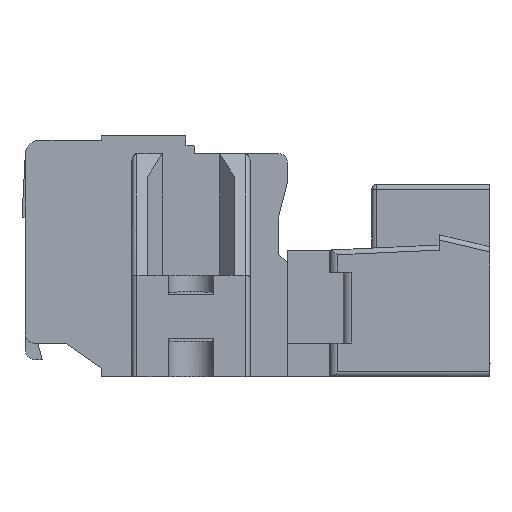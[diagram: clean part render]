
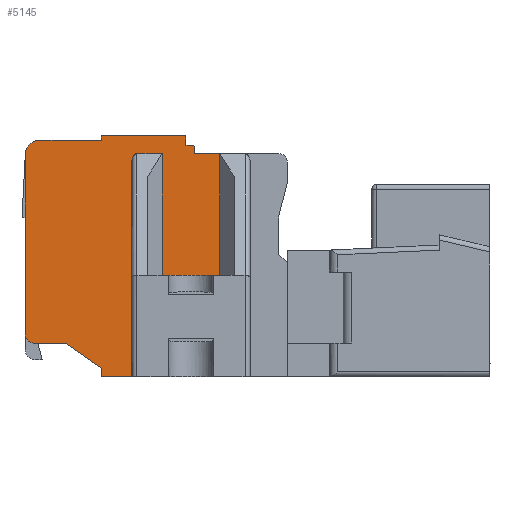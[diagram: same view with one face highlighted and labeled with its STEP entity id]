
A CAD part, front view. The second image highlights one B-rep face of the part: STEP entity #5145.
In plain terms, the highlighted planar face has unit normal (0, -1, 0).
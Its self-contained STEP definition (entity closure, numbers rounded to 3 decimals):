
#67=DIRECTION('',(-1.,0.,0.));
#68=VECTOR('',#67,4.8);
#69=CARTESIAN_POINT('',(9.4,-17.64,0.3));
#70=LINE('',#69,#68);
#285=DIRECTION('',(0.,0.,-1.));
#286=VECTOR('',#285,0.5);
#287=CARTESIAN_POINT('',(4.5,-17.64,-13.5));
#288=LINE('',#287,#286);
#305=DIRECTION('',(1.,0.,0.));
#306=VECTOR('',#305,1.858);
#307=CARTESIAN_POINT('',(0.5,-17.64,-12.));
#308=LINE('',#307,#306);
#390=DIRECTION('',(0.,0.,-1.));
#391=VECTOR('',#390,10.7);
#392=CARTESIAN_POINT('',(0.,-17.64,-0.8));
#393=LINE('',#392,#391);
#525=DIRECTION('',(-1.,0.,0.));
#526=VECTOR('',#525,3.7);
#527=CARTESIAN_POINT('',(4.5,-17.64,0.));
#528=LINE('',#527,#526);
#541=DIRECTION('',(0.,0.,-1.));
#542=VECTOR('',#541,0.2);
#543=CARTESIAN_POINT('',(4.5,-17.64,0.2));
#544=LINE('',#543,#542);
#554=CARTESIAN_POINT('',(6.6,-17.64,-0.8));
#555=CARTESIAN_POINT('',(6.535,-17.64,-0.8));
#556=CARTESIAN_POINT('',(6.454,-17.64,-0.849));
#557=CARTESIAN_POINT('',(6.341,-17.64,-0.995));
#558=CARTESIAN_POINT('',(6.3,-17.64,-1.149));
#559=CARTESIAN_POINT('',(6.3,-17.64,-1.278));
#561=DIRECTION('',(0.,0.,-1.));
#562=VECTOR('',#561,12.722);
#563=CARTESIAN_POINT('',(6.3,-17.64,-1.278));
#564=LINE('',#563,#562);
#565=DIRECTION('',(-1.,0.,0.));
#566=VECTOR('',#565,1.8);
#567=CARTESIAN_POINT('',(6.3,-17.64,-14.));
#568=LINE('',#567,#566);
#569=DIRECTION('',(-0.819,0.,0.574));
#570=VECTOR('',#569,2.615);
#571=CARTESIAN_POINT('',(4.5,-17.64,-13.5));
#572=LINE('',#571,#570);
#573=CARTESIAN_POINT('',(0.5,-17.64,-11.5));
#574=DIRECTION('',(0.,1.,0.));
#575=DIRECTION('',(0.,0.,-1.));
#576=AXIS2_PLACEMENT_3D('',#573,#574,#575);
#578=CARTESIAN_POINT('',(0.8,-17.64,-0.8));
#579=DIRECTION('',(0.,1.,0.));
#580=DIRECTION('',(-1.,0.,0.));
#581=AXIS2_PLACEMENT_3D('',#578,#579,#580);
#583=CARTESIAN_POINT('',(4.6,-17.64,0.2));
#584=DIRECTION('',(0.,1.,0.));
#585=DIRECTION('',(-1.,0.,0.));
#586=AXIS2_PLACEMENT_3D('',#583,#584,#585);
#588=CARTESIAN_POINT('',(9.4,-17.64,0.2));
#589=DIRECTION('',(0.,1.,0.));
#590=DIRECTION('',(0.,0.,1.));
#591=AXIS2_PLACEMENT_3D('',#588,#589,#590);
#593=CARTESIAN_POINT('',(9.9,-17.64,-0.4));
#594=DIRECTION('',(0.,1.,0.));
#595=DIRECTION('',(0.,0.,1.));
#596=AXIS2_PLACEMENT_3D('',#593,#594,#595);
#598=DIRECTION('',(0.,0.,-1.));
#599=VECTOR('',#598,7.2);
#600=CARTESIAN_POINT('',(11.5,-17.64,-0.8));
#601=LINE('',#600,#599);
#602=DIRECTION('',(-1.,0.,0.));
#603=VECTOR('',#602,3.4);
#604=CARTESIAN_POINT('',(11.5,-17.64,-8.));
#605=LINE('',#604,#603);
#606=DIRECTION('',(0.,0.,1.));
#607=VECTOR('',#606,7.2);
#608=CARTESIAN_POINT('',(8.1,-17.64,-8.));
#609=LINE('',#608,#607);
#610=DIRECTION('',(-1.,0.,0.));
#611=VECTOR('',#610,1.5);
#612=CARTESIAN_POINT('',(8.1,-17.64,-0.8));
#613=LINE('',#612,#611);
#736=DIRECTION('',(-1.,0.,0.));
#737=VECTOR('',#736,1.5);
#738=CARTESIAN_POINT('',(11.5,-17.64,-0.8));
#739=LINE('',#738,#737);
#2373=DIRECTION('',(0.,0.,1.));
#2374=VECTOR('',#2373,0.5);
#2375=CARTESIAN_POINT('',(9.5,-17.64,-0.3));
#2376=LINE('',#2375,#2374);
#2385=DIRECTION('',(-1.,0.,0.));
#2386=VECTOR('',#2385,0.4);
#2387=CARTESIAN_POINT('',(9.9,-17.64,-0.3));
#2388=LINE('',#2387,#2386);
#2406=DIRECTION('',(0.,0.,1.));
#2407=VECTOR('',#2406,0.4);
#2408=CARTESIAN_POINT('',(10.,-17.64,-0.8));
#2409=LINE('',#2408,#2407);
#3284=CARTESIAN_POINT('',(8.1,-17.64,-8.));
#3286=VERTEX_POINT('',#3284);
#3287=CARTESIAN_POINT('',(11.5,-17.64,-8.));
#3288=VERTEX_POINT('',#3287);
#3295=CARTESIAN_POINT('',(8.1,-17.64,-0.8));
#3297=VERTEX_POINT('',#3295);
#3299=CARTESIAN_POINT('',(6.6,-17.64,-0.8));
#3301=VERTEX_POINT('',#3299);
#3303=VERTEX_POINT('',#559);
#3307=CARTESIAN_POINT('',(6.3,-17.64,-14.));
#3308=VERTEX_POINT('',#3307);
#3377=CARTESIAN_POINT('',(11.5,-17.64,-0.8));
#3379=VERTEX_POINT('',#3377);
#3381=CARTESIAN_POINT('',(4.5,-17.64,-14.));
#3382=VERTEX_POINT('',#3381);
#3383=CARTESIAN_POINT('',(4.5,-17.64,-13.5));
#3384=VERTEX_POINT('',#3383);
#3385=CARTESIAN_POINT('',(2.358,-17.64,-12.));
#3386=VERTEX_POINT('',#3385);
#3387=CARTESIAN_POINT('',(0.5,-17.64,-12.));
#3388=VERTEX_POINT('',#3387);
#3389=CARTESIAN_POINT('',(0.,-17.64,-11.5));
#3390=VERTEX_POINT('',#3389);
#3391=CARTESIAN_POINT('',(0.,-17.64,-0.8));
#3392=VERTEX_POINT('',#3391);
#3393=CARTESIAN_POINT('',(0.8,-17.64,0.));
#3394=VERTEX_POINT('',#3393);
#3395=CARTESIAN_POINT('',(4.5,-17.64,0.2));
#3396=CARTESIAN_POINT('',(4.6,-17.64,0.3));
#3397=VERTEX_POINT('',#3395);
#3398=VERTEX_POINT('',#3396);
#3399=CARTESIAN_POINT('',(9.4,-17.64,0.3));
#3400=CARTESIAN_POINT('',(9.5,-17.64,0.2));
#3401=VERTEX_POINT('',#3399);
#3402=VERTEX_POINT('',#3400);
#3403=CARTESIAN_POINT('',(9.9,-17.64,-0.3));
#3404=CARTESIAN_POINT('',(10.,-17.64,-0.4));
#3405=VERTEX_POINT('',#3403);
#3406=VERTEX_POINT('',#3404);
#3908=CARTESIAN_POINT('',(10.,-17.64,-0.8));
#3909=VERTEX_POINT('',#3908);
#3910=CARTESIAN_POINT('',(9.5,-17.64,-0.3));
#3911=VERTEX_POINT('',#3910);
#3912=CARTESIAN_POINT('',(4.5,-17.64,0.));
#3913=VERTEX_POINT('',#3912);
#5102=CARTESIAN_POINT('',(5.75,-17.64,-6.85));
#5103=DIRECTION('',(0.,1.,0.));
#5104=DIRECTION('',(0.,0.,-1.));
#5105=AXIS2_PLACEMENT_3D('',#5102,#5103,#5104);
#5106=PLANE('',#5105);
#5108=ORIENTED_EDGE('',*,*,#5107,.T.);
#5110=ORIENTED_EDGE('',*,*,#5109,.T.);
#5111=ORIENTED_EDGE('',*,*,#4698,.T.);
#5112=ORIENTED_EDGE('',*,*,#4745,.F.);
#5113=ORIENTED_EDGE('',*,*,#4762,.T.);
#5114=ORIENTED_EDGE('',*,*,#4780,.F.);
#5116=ORIENTED_EDGE('',*,*,#5115,.T.);
#5117=ORIENTED_EDGE('',*,*,#4878,.F.);
#5118=ORIENTED_EDGE('',*,*,#5054,.T.);
#5119=ORIENTED_EDGE('',*,*,#5069,.F.);
#5120=ORIENTED_EDGE('',*,*,#5083,.F.);
#5121=ORIENTED_EDGE('',*,*,#5096,.T.);
#5122=ORIENTED_EDGE('',*,*,#4255,.F.);
#5124=ORIENTED_EDGE('',*,*,#5123,.T.);
#5126=ORIENTED_EDGE('',*,*,#5125,.F.);
#5128=ORIENTED_EDGE('',*,*,#5127,.F.);
#5130=ORIENTED_EDGE('',*,*,#5129,.T.);
#5132=ORIENTED_EDGE('',*,*,#5131,.F.);
#5134=ORIENTED_EDGE('',*,*,#5133,.F.);
#5136=ORIENTED_EDGE('',*,*,#5135,.T.);
#5138=ORIENTED_EDGE('',*,*,#5137,.T.);
#5140=ORIENTED_EDGE('',*,*,#5139,.T.);
#5142=ORIENTED_EDGE('',*,*,#5141,.T.);
#5143=EDGE_LOOP('',(#5108,#5110,#5111,#5112,#5113,#5114,#5116,#5117,#5118,#5119,
#5120,#5121,#5122,#5124,#5126,#5128,#5130,#5132,#5134,#5136,#5138,#5140,#5142));
#5144=FACE_OUTER_BOUND('',#5143,.F.);
#5145=ADVANCED_FACE('',(#5144),#5106,.F.);
#560=B_SPLINE_CURVE_WITH_KNOTS('',3,(#554,#555,#556,#557,#558,#559),
.UNSPECIFIED.,.F.,.F.,(4,1,1,4),(0.,0.25,0.5,1.),.UNSPECIFIED.);
#577=CIRCLE('',#576,0.5);
#582=CIRCLE('',#581,0.8);
#587=CIRCLE('',#586,0.1);
#592=CIRCLE('',#591,0.1);
#597=CIRCLE('',#596,0.1);
#4255=EDGE_CURVE('',#3401,#3398,#70,.T.);
#4698=EDGE_CURVE('',#3308,#3382,#568,.T.);
#4745=EDGE_CURVE('',#3384,#3382,#288,.T.);
#4762=EDGE_CURVE('',#3384,#3386,#572,.T.);
#4780=EDGE_CURVE('',#3388,#3386,#308,.T.);
#4878=EDGE_CURVE('',#3392,#3390,#393,.T.);
#5054=EDGE_CURVE('',#3392,#3394,#582,.T.);
#5069=EDGE_CURVE('',#3913,#3394,#528,.T.);
#5083=EDGE_CURVE('',#3397,#3913,#544,.T.);
#5096=EDGE_CURVE('',#3397,#3398,#587,.T.);
#5107=EDGE_CURVE('',#3301,#3303,#560,.T.);
#5109=EDGE_CURVE('',#3303,#3308,#564,.T.);
#5115=EDGE_CURVE('',#3388,#3390,#577,.T.);
#5123=EDGE_CURVE('',#3401,#3402,#592,.T.);
#5125=EDGE_CURVE('',#3911,#3402,#2376,.T.);
#5127=EDGE_CURVE('',#3405,#3911,#2388,.T.);
#5129=EDGE_CURVE('',#3405,#3406,#597,.T.);
#5131=EDGE_CURVE('',#3909,#3406,#2409,.T.);
#5133=EDGE_CURVE('',#3379,#3909,#739,.T.);
#5135=EDGE_CURVE('',#3379,#3288,#601,.T.);
#5137=EDGE_CURVE('',#3288,#3286,#605,.T.);
#5139=EDGE_CURVE('',#3286,#3297,#609,.T.);
#5141=EDGE_CURVE('',#3297,#3301,#613,.T.);
